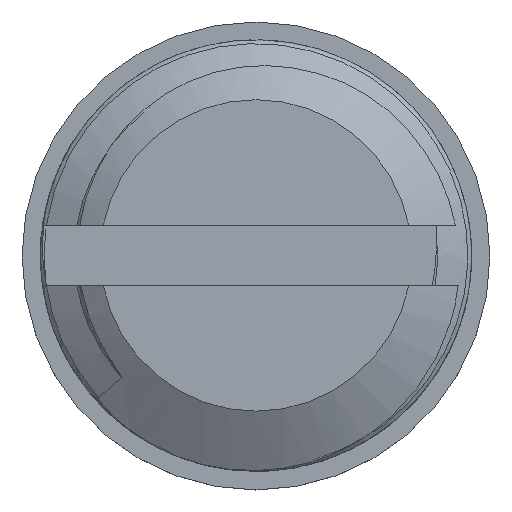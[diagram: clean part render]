
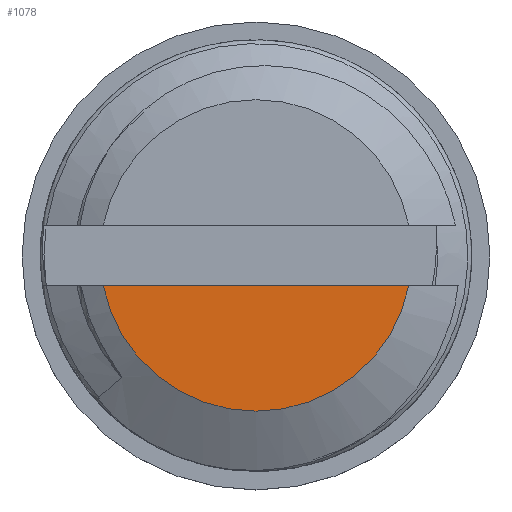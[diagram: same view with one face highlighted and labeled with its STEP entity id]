
A CAD part, top view. The second image highlights one B-rep face of the part: STEP entity #1078.
In plain terms, the highlighted planar face has unit normal (0, 0, 1).
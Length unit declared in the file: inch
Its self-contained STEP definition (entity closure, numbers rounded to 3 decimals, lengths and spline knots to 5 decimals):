
#80=PLANE('',#1146);
#133=FACE_OUTER_BOUND('',#191,.T.);
#191=EDGE_LOOP('',(#926,#927));
#313=CIRCLE('',#1140,0.08986);
#339=LINE('',#4871,#368);
#368=VECTOR('',#1232,0.3937);
#476=VERTEX_POINT('',#4866);
#477=VERTEX_POINT('',#4870);
#624=EDGE_CURVE('',#477,#476,#339,.T.);
#627=EDGE_CURVE('',#477,#476,#313,.T.);
#926=ORIENTED_EDGE('',*,*,#624,.T.);
#927=ORIENTED_EDGE('',*,*,#627,.F.);
#1078=ADVANCED_FACE('',(#133),#80,.T.);
#1140=AXIS2_PLACEMENT_3D('',#4877,#1236,#1237);
#1146=AXIS2_PLACEMENT_3D('',#4887,#1252,#1253);
#1232=DIRECTION('',(-1.,0.,0.));
#1236=DIRECTION('center_axis',(0.,0.,-1.));
#1237=DIRECTION('ref_axis',(1.,0.,0.));
#1252=DIRECTION('center_axis',(0.,0.,1.));
#1253=DIRECTION('ref_axis',(1.,0.,0.));
#4866=CARTESIAN_POINT('',(-0.08814,-0.0175,0.1775));
#4870=CARTESIAN_POINT('',(0.08814,-0.0175,0.1775));
#4871=CARTESIAN_POINT('',(0.06225,-0.0175,0.1775));
#4877=CARTESIAN_POINT('Origin',(0.,0.,0.1775));
#4887=CARTESIAN_POINT('Origin',(0.,0.08986,0.1775));
